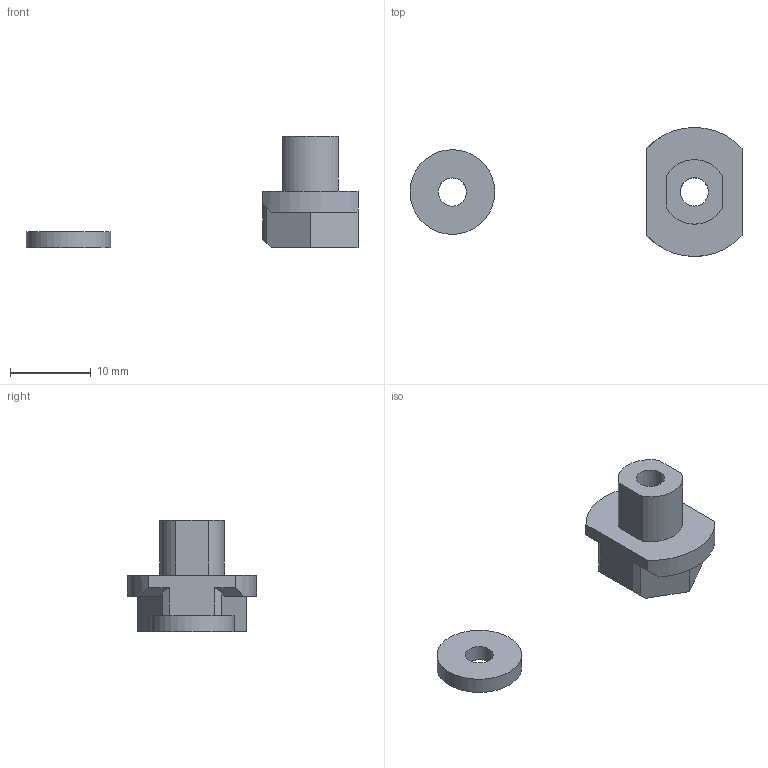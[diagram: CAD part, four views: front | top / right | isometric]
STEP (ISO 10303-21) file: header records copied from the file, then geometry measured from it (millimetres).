
FILE_DESCRIPTION(/* description */ ('STEP AP242','CAx-IF Rec.Pracs.---Representation and Presentation of Product Manufacturing Information (PMI)---4.0---2014-10-13','CAx-IF Rec.Pracs.---3D Tessellated Geometry---0.4---2014-09-14','2;1'),/* implementation_level */ '2;1');
FILE_NAME(/* name */ '68b2975485d2a41558489f8d',/* time_stamp */ '2025-08-30T06:16:53Z',/* author */ (''),/* organization */ (''),/* preprocessor_version */ 'ST-DEVELOPER v20',/* originating_system */ 'ONSHAPE BY PTC INC, 1.203',/* authorisation */ ' ');
FILE_SCHEMA (('AP242_MANAGED_MODEL_BASED_3D_ENGINEERING_MIM_LF { 1 0 10303 442 1 1 4 }'));
Length unit declared in the file: metre
Products named in the file (2): Hub interface; Washer 01
Bounding box: 41.15 x 16 x 13.8 mm (x, y, z)
Volume: 1308 mm3; surface area: 1178.5 mm2
Topology: 2 solids, 2 shells, 27 faces, 66 edges, 44 vertices
Faces by surface type: plane 20, cylinder 7
Full cylindrical faces by diameter (mm): 3.5 x2, 10.5 x1
Entity records: 837 total; most frequent: DIRECTION 137, CARTESIAN_POINT 136, ORIENTED_EDGE 126, EDGE_CURVE 63, LINE 47, VECTOR 47, AXIS2_PLACEMENT_3D 45, VERTEX_POINT 44
